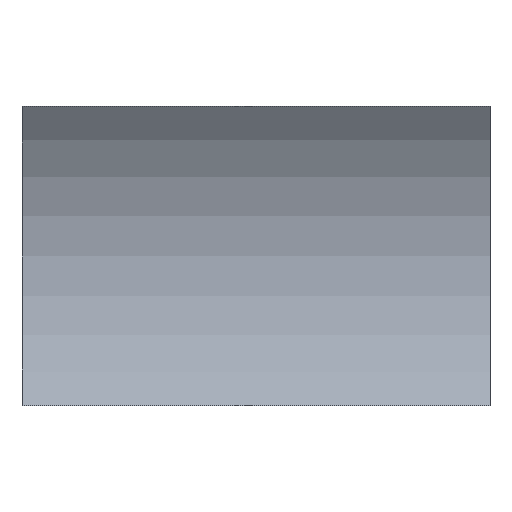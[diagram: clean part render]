
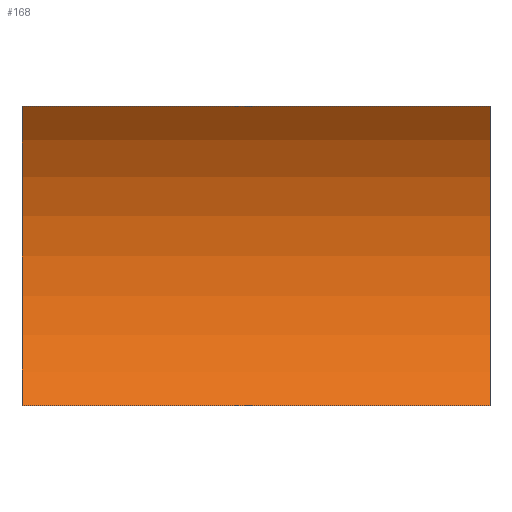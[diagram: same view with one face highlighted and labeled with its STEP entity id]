
A CAD part, left-side view. The second image highlights one B-rep face of the part: STEP entity #168.
In plain terms, the highlighted cylindrical face has radius 13 mm (diameter 26 mm), a partial arc.
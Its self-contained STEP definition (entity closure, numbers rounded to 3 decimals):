
#2 = CARTESIAN_POINT ( 'NONE',  ( -14.5, 0., 8. ) ) ;
#4 = EDGE_CURVE ( 'NONE', #16, #123, #56, .T. ) ;
#16 = VERTEX_POINT ( 'NONE', #134 ) ;
#17 = CARTESIAN_POINT ( 'NONE',  ( -4.253, 0., 16. ) ) ;
#18 = EDGE_CURVE ( 'NONE', #93, #155, #96, .T. ) ;
#19 = ORIENTED_EDGE ( 'NONE', *, *, #182, .F. ) ;
#21 = EDGE_LOOP ( 'NONE', ( #29, #19, #83, #136 ) ) ;
#22 = VECTOR ( 'NONE', #91, 1000. ) ;
#27 = CARTESIAN_POINT ( 'NONE',  ( -4.253, 25., 16. ) ) ;
#29 = ORIENTED_EDGE ( 'NONE', *, *, #4, .T. ) ;
#56 = CIRCLE ( 'NONE', #202, 13. ) ;
#57 = VECTOR ( 'NONE', #162, 1000. ) ;
#61 = DIRECTION ( 'NONE',  ( 0., -1., 0. ) ) ;
#69 = CYLINDRICAL_SURFACE ( 'NONE', #115, 13. ) ;
#76 = DIRECTION ( 'NONE',  ( 0., -1., 0. ) ) ;
#83 = ORIENTED_EDGE ( 'NONE', *, *, #18, .F. ) ;
#84 = EDGE_CURVE ( 'NONE', #93, #16, #118, .T. ) ;
#91 = DIRECTION ( 'NONE',  ( 0., -1., 0. ) ) ;
#93 = VERTEX_POINT ( 'NONE', #131 ) ;
#94 = FACE_OUTER_BOUND ( 'NONE', #21, .T. ) ;
#96 = CIRCLE ( 'NONE', #139, 13. ) ;
#114 = DIRECTION ( 'NONE',  ( 0., -1., 0. ) ) ;
#115 = AXIS2_PLACEMENT_3D ( 'NONE', #130, #114, #172 ) ;
#118 = LINE ( 'NONE', #200, #57 ) ;
#123 = VERTEX_POINT ( 'NONE', #17 ) ;
#124 = CARTESIAN_POINT ( 'NONE',  ( -14.5, 25., 8. ) ) ;
#125 = DIRECTION ( 'NONE',  ( 0., 0., 1. ) ) ;
#128 = CARTESIAN_POINT ( 'NONE',  ( -4.253, 25., 16. ) ) ;
#130 = CARTESIAN_POINT ( 'NONE',  ( -14.5, 25., 8. ) ) ;
#131 = CARTESIAN_POINT ( 'NONE',  ( -4.253, 25., 0. ) ) ;
#134 = CARTESIAN_POINT ( 'NONE',  ( -4.253, 0., 0. ) ) ;
#136 = ORIENTED_EDGE ( 'NONE', *, *, #84, .T. ) ;
#139 = AXIS2_PLACEMENT_3D ( 'NONE', #124, #76, #185 ) ;
#143 = LINE ( 'NONE', #27, #22 ) ;
#155 = VERTEX_POINT ( 'NONE', #128 ) ;
#162 = DIRECTION ( 'NONE',  ( 0., -1., 0. ) ) ;
#168 = ADVANCED_FACE ( 'NONE', ( #94 ), #69, .F. ) ;
#172 = DIRECTION ( 'NONE',  ( 0., 0., -1. ) ) ;
#182 = EDGE_CURVE ( 'NONE', #155, #123, #143, .T. ) ;
#185 = DIRECTION ( 'NONE',  ( 0., 0., 1. ) ) ;
#200 = CARTESIAN_POINT ( 'NONE',  ( -4.253, 25., 0. ) ) ;
#202 = AXIS2_PLACEMENT_3D ( 'NONE', #2, #61, #125 ) ;
